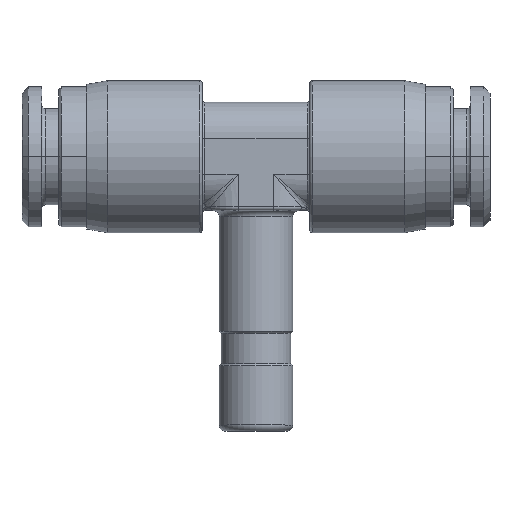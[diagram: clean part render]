
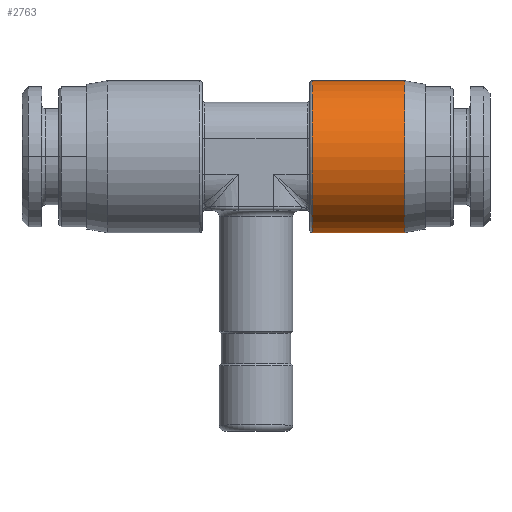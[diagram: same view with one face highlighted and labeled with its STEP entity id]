
A CAD part, top view. The second image highlights one B-rep face of the part: STEP entity #2763.
In plain terms, the highlighted cylindrical face has radius 6.2 mm (diameter 12.4 mm), a partial arc.
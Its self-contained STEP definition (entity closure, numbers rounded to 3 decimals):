
#322=DIRECTION('',(1.,0.,0.));
#323=VECTOR('',#322,7.55);
#324=CARTESIAN_POINT('',(4.6,-6.2,0.));
#325=LINE('',#324,#323);
#326=DIRECTION('',(1.,0.,0.));
#327=VECTOR('',#326,7.55);
#328=CARTESIAN_POINT('',(4.6,6.2,0.));
#329=LINE('',#328,#327);
#330=CARTESIAN_POINT('',(4.6,0.,0.));
#331=DIRECTION('',(-1.,0.,0.));
#332=DIRECTION('',(0.,-1.,0.));
#333=AXIS2_PLACEMENT_3D('',#330,#331,#332);
#335=CARTESIAN_POINT('',(12.15,0.,0.));
#336=DIRECTION('',(-1.,0.,0.));
#337=DIRECTION('',(0.,-1.,0.));
#338=AXIS2_PLACEMENT_3D('',#335,#336,#337);
#1645=CARTESIAN_POINT('',(12.15,-6.2,0.));
#1647=VERTEX_POINT('',#1645);
#1649=CARTESIAN_POINT('',(12.15,6.2,0.));
#1651=VERTEX_POINT('',#1649);
#1665=CARTESIAN_POINT('',(4.6,-6.2,0.));
#1666=CARTESIAN_POINT('',(4.6,6.2,0.));
#1667=VERTEX_POINT('',#1665);
#1668=VERTEX_POINT('',#1666);
#2751=CARTESIAN_POINT('',(14.27,0.,0.));
#2752=DIRECTION('',(-1.,0.,0.));
#2753=DIRECTION('',(0.,1.,0.));
#2754=AXIS2_PLACEMENT_3D('',#2751,#2752,#2753);
#2755=CYLINDRICAL_SURFACE('',#2754,6.2);
#2756=ORIENTED_EDGE('',*,*,#2716,.T.);
#2757=ORIENTED_EDGE('',*,*,#2746,.T.);
#2759=ORIENTED_EDGE('',*,*,#2758,.F.);
#2760=ORIENTED_EDGE('',*,*,#2742,.F.);
#2761=EDGE_LOOP('',(#2756,#2757,#2759,#2760));
#2762=FACE_OUTER_BOUND('',#2761,.F.);
#2763=ADVANCED_FACE('',(#2762),#2755,.T.);
#334=CIRCLE('',#333,6.2);
#339=CIRCLE('',#338,6.2);
#2716=EDGE_CURVE('',#1667,#1668,#334,.T.);
#2742=EDGE_CURVE('',#1667,#1647,#325,.T.);
#2746=EDGE_CURVE('',#1668,#1651,#329,.T.);
#2758=EDGE_CURVE('',#1647,#1651,#339,.T.);
